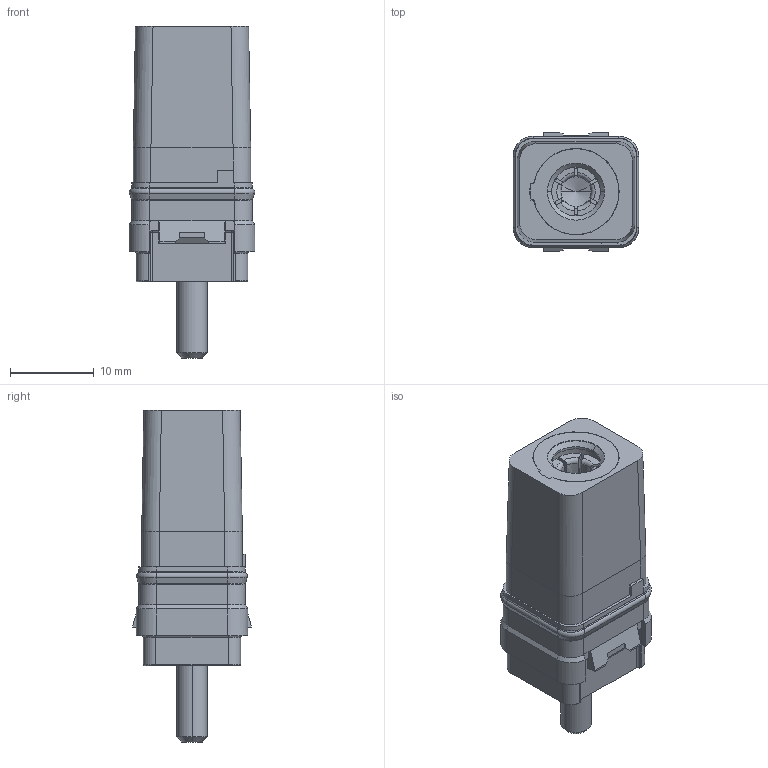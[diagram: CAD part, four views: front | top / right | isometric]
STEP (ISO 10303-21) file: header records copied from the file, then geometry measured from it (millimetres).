
FILE_DESCRIPTION((''),'2;1');
FILE_NAME('SIM3E0108SNP','2020-09-22T',('presta_be4'),(''),'CREO PARAMETRIC BY PTC INC, 2018360','CREO PARAMETRIC BY PTC INC, 2018360','');
FILE_SCHEMA(('CONFIG_CONTROL_DESIGN'));
Length unit declared in the file: millimetre
Products named in the file (1): SIM3E0108SNP
Bounding box: 15 x 14.15 x 39.62 mm (x, y, z)
Volume: 4121.9 mm3; surface area: 4701.2 mm2
Topology: 2 solids, 2 shells, 484 faces, 1231 edges, 763 vertices
Faces by surface type: plane 216, cylinder 114, cone 73, torus 72, bspline 5, sphere 4
Entity records: 15257 total; most frequent: CARTESIAN_POINT 3613, ORIENTED_EDGE 2458, DIRECTION 2439, EDGE_CURVE 1229, AXIS2_PLACEMENT_3D 929, VERTEX_POINT 763, VECTOR 581, LINE 581
